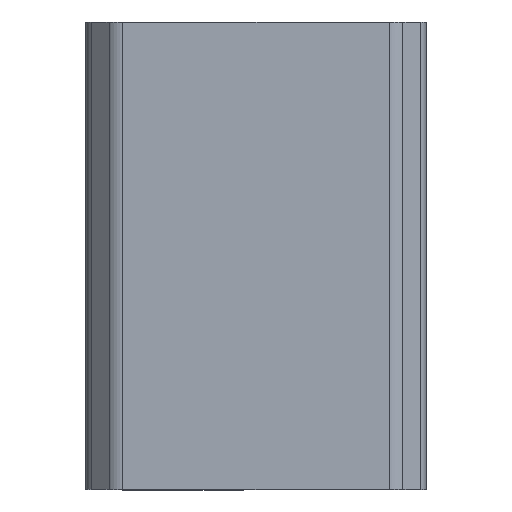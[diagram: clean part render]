
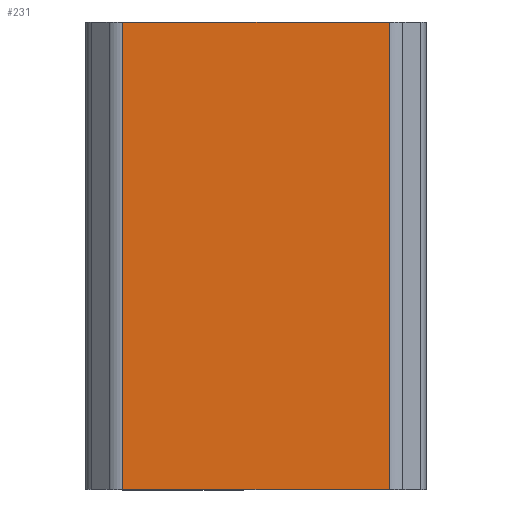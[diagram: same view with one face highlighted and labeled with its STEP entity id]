
A CAD part, top view. The second image highlights one B-rep face of the part: STEP entity #231.
In plain terms, the highlighted planar face has unit normal (0, 0, 1).
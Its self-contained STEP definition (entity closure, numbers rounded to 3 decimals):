
#5 = AXIS2_PLACEMENT_3D ( 'NONE', #1054, #418, #480 ) ;
#45 = CARTESIAN_POINT ( 'NONE',  ( -6.172, 48., 10. ) ) ;
#49 = CARTESIAN_POINT ( 'NONE',  ( 21.172, 48., 10. ) ) ;
#59 = CARTESIAN_POINT ( 'NONE',  ( -6.172, 0., 10. ) ) ;
#81 = VERTEX_POINT ( 'NONE', #45 ) ;
#86 = ORIENTED_EDGE ( 'NONE', *, *, #811, .T. ) ;
#99 = EDGE_CURVE ( 'NONE', #81, #1062, #860, .T. ) ;
#137 = CARTESIAN_POINT ( 'NONE',  ( 25., 0., 10. ) ) ;
#140 = VECTOR ( 'NONE', #808, 1000. ) ;
#210 = VECTOR ( 'NONE', #386, 1000. ) ;
#231 = ADVANCED_FACE ( 'NONE', ( #575 ), #235, .F. ) ;
#235 = PLANE ( 'NONE',  #5 ) ;
#240 = CARTESIAN_POINT ( 'NONE',  ( 21.172, 0., 10. ) ) ;
#261 = CARTESIAN_POINT ( 'NONE',  ( -6.172, 0., 10. ) ) ;
#264 = EDGE_CURVE ( 'NONE', #81, #935, #734, .T. ) ;
#283 = EDGE_LOOP ( 'NONE', ( #547, #856, #86, #819 ) ) ;
#303 = VECTOR ( 'NONE', #473, 1000. ) ;
#357 = VERTEX_POINT ( 'NONE', #240 ) ;
#365 = DIRECTION ( 'NONE',  ( 1., 0., 0. ) ) ;
#376 = CARTESIAN_POINT ( 'NONE',  ( 21.172, 48., 10. ) ) ;
#386 = DIRECTION ( 'NONE',  ( 0., 1., 0. ) ) ;
#418 = DIRECTION ( 'NONE',  ( 0., 0., -1. ) ) ;
#473 = DIRECTION ( 'NONE',  ( 1., 0., 0. ) ) ;
#480 = DIRECTION ( 'NONE',  ( -1., 0., 0. ) ) ;
#530 = LINE ( 'NONE', #49, #210 ) ;
#547 = ORIENTED_EDGE ( 'NONE', *, *, #99, .F. ) ;
#575 = FACE_OUTER_BOUND ( 'NONE', #283, .T. ) ;
#602 = LINE ( 'NONE', #137, #303 ) ;
#632 = EDGE_CURVE ( 'NONE', #357, #1062, #530, .T. ) ;
#692 = VECTOR ( 'NONE', #365, 1000. ) ;
#734 = LINE ( 'NONE', #59, #140 ) ;
#808 = DIRECTION ( 'NONE',  ( 0., -1., 0. ) ) ;
#811 = EDGE_CURVE ( 'NONE', #935, #357, #602, .T. ) ;
#819 = ORIENTED_EDGE ( 'NONE', *, *, #632, .T. ) ;
#856 = ORIENTED_EDGE ( 'NONE', *, *, #264, .T. ) ;
#860 = LINE ( 'NONE', #940, #692 ) ;
#935 = VERTEX_POINT ( 'NONE', #261 ) ;
#940 = CARTESIAN_POINT ( 'NONE',  ( -10., 48., 10. ) ) ;
#1054 = CARTESIAN_POINT ( 'NONE',  ( 25., 48., 10. ) ) ;
#1062 = VERTEX_POINT ( 'NONE', #376 ) ;
